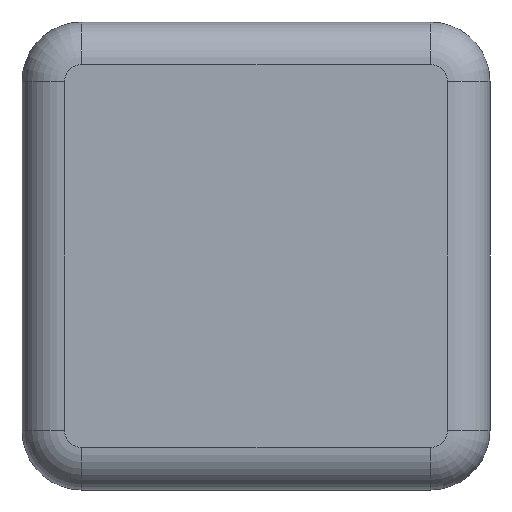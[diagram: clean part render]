
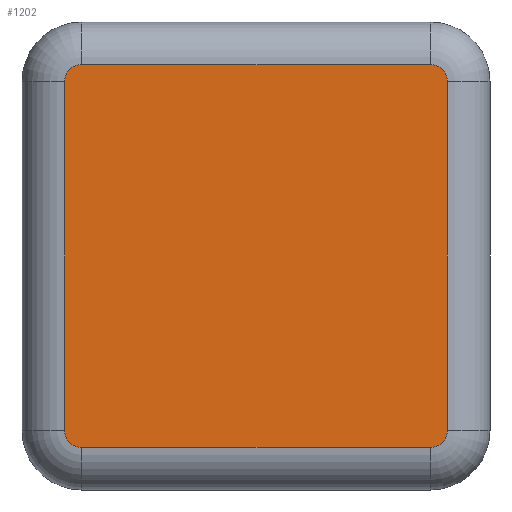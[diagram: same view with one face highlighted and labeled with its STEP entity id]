
A CAD part, left-side view. The second image highlights one B-rep face of the part: STEP entity #1202.
In plain terms, the highlighted planar face has unit normal (-1, 0, 0).
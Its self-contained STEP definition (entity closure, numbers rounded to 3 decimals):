
#5 = FACE_OUTER_BOUND ( 'NONE', #1260, .T. ) ;
#33 = ORIENTED_EDGE ( 'NONE', *, *, #130, .T. ) ;
#50 = ORIENTED_EDGE ( 'NONE', *, *, #171, .T. ) ;
#63 = ORIENTED_EDGE ( 'NONE', *, *, #174, .T. ) ;
#86 = AXIS2_PLACEMENT_3D ( 'NONE', #763, #762, #761 ) ;
#87 = AXIS2_PLACEMENT_3D ( 'NONE', #759, #757, #756 ) ;
#97 = AXIS2_PLACEMENT_3D ( 'NONE', #706, #705, #704 ) ;
#100 = AXIS2_PLACEMENT_3D ( 'NONE', #686, #685, #684 ) ;
#129 = EDGE_CURVE ( 'NONE', #539, #534, #499, .T. ) ;
#130 = EDGE_CURVE ( 'NONE', #523, #539, #498, .T. ) ;
#131 = EDGE_CURVE ( 'NONE', #525, #523, #496, .T. ) ;
#132 = EDGE_CURVE ( 'NONE', #524, #525, #494, .T. ) ;
#167 = EDGE_CURVE ( 'NONE', #518, #559, #468, .T. ) ;
#168 = EDGE_CURVE ( 'NONE', #559, #203, #462, .T. ) ;
#171 = EDGE_CURVE ( 'NONE', #534, #518, #457, .T. ) ;
#174 = EDGE_CURVE ( 'NONE', #203, #524, #452, .T. ) ;
#203 = VERTEX_POINT ( 'NONE', #639 ) ;
#452 = CIRCLE ( 'NONE', #100, 0.02 ) ;
#454 = VECTOR ( 'NONE', #698, 1000. ) ;
#457 = LINE ( 'NONE', #699, #454 ) ;
#460 = VECTOR ( 'NONE', #711, 1000. ) ;
#462 = LINE ( 'NONE', #708, #460 ) ;
#468 = CIRCLE ( 'NONE', #97, 0.02 ) ;
#492 = VECTOR ( 'NONE', #765, 1000. ) ;
#494 = LINE ( 'NONE', #779, #492 ) ;
#495 = VECTOR ( 'NONE', #775, 1000. ) ;
#496 = CIRCLE ( 'NONE', #87, 0.02 ) ;
#498 = LINE ( 'NONE', #764, #495 ) ;
#499 = CIRCLE ( 'NONE', #86, 0.02 ) ;
#518 = VERTEX_POINT ( 'NONE', #1092 ) ;
#523 = VERTEX_POINT ( 'NONE', #1100 ) ;
#524 = VERTEX_POINT ( 'NONE', #1088 ) ;
#525 = VERTEX_POINT ( 'NONE', #1087 ) ;
#534 = VERTEX_POINT ( 'NONE', #1076 ) ;
#539 = VERTEX_POINT ( 'NONE', #1071 ) ;
#559 = VERTEX_POINT ( 'NONE', #1002 ) ;
#639 = CARTESIAN_POINT ( 'NONE',  ( -0.5, 0.205, 0.225 ) ) ;
#684 = DIRECTION ( 'NONE',  ( 0., 0., 1. ) ) ;
#685 = DIRECTION ( 'NONE',  ( -1., 0., 0. ) ) ;
#686 = CARTESIAN_POINT ( 'NONE',  ( -0.5, 0.205, 0.205 ) ) ;
#698 = DIRECTION ( 'NONE',  ( 0., 0., 1. ) ) ;
#699 = CARTESIAN_POINT ( 'NONE',  ( -0.5, -0.225, 0.205 ) ) ;
#704 = DIRECTION ( 'NONE',  ( 0., 0., 1. ) ) ;
#705 = DIRECTION ( 'NONE',  ( -1., 0., 0. ) ) ;
#706 = CARTESIAN_POINT ( 'NONE',  ( -0.5, -0.205, 0.205 ) ) ;
#708 = CARTESIAN_POINT ( 'NONE',  ( -0.5, 0.205, 0.225 ) ) ;
#711 = DIRECTION ( 'NONE',  ( 0., 1., 0. ) ) ;
#756 = DIRECTION ( 'NONE',  ( 0., 0., 1. ) ) ;
#757 = DIRECTION ( 'NONE',  ( -1., 0., 0. ) ) ;
#759 = CARTESIAN_POINT ( 'NONE',  ( -0.5, 0.205, -0.205 ) ) ;
#761 = DIRECTION ( 'NONE',  ( 0., 0., 1. ) ) ;
#762 = DIRECTION ( 'NONE',  ( -1., 0., 0. ) ) ;
#763 = CARTESIAN_POINT ( 'NONE',  ( -0.5, -0.205, -0.205 ) ) ;
#764 = CARTESIAN_POINT ( 'NONE',  ( -0.5, -0.205, -0.225 ) ) ;
#765 = DIRECTION ( 'NONE',  ( 0., 0., -1. ) ) ;
#775 = DIRECTION ( 'NONE',  ( 0., -1., 0. ) ) ;
#779 = CARTESIAN_POINT ( 'NONE',  ( -0.5, 0.225, -0.205 ) ) ;
#981 = DIRECTION ( 'NONE',  ( 0., 0., 1. ) ) ;
#988 = DIRECTION ( 'NONE',  ( -1., 0., 0. ) ) ;
#992 = PLANE ( 'NONE',  #1301 ) ;
#997 = CARTESIAN_POINT ( 'NONE',  ( -0.5, 0.205, -0.205 ) ) ;
#1002 = CARTESIAN_POINT ( 'NONE',  ( -0.5, -0.205, 0.225 ) ) ;
#1071 = CARTESIAN_POINT ( 'NONE',  ( -0.5, -0.205, -0.225 ) ) ;
#1076 = CARTESIAN_POINT ( 'NONE',  ( -0.5, -0.225, -0.205 ) ) ;
#1087 = CARTESIAN_POINT ( 'NONE',  ( -0.5, 0.225, -0.205 ) ) ;
#1088 = CARTESIAN_POINT ( 'NONE',  ( -0.5, 0.225, 0.205 ) ) ;
#1092 = CARTESIAN_POINT ( 'NONE',  ( -0.5, -0.225, 0.205 ) ) ;
#1100 = CARTESIAN_POINT ( 'NONE',  ( -0.5, 0.205, -0.225 ) ) ;
#1155 = ORIENTED_EDGE ( 'NONE', *, *, #131, .T. ) ;
#1158 = ORIENTED_EDGE ( 'NONE', *, *, #132, .T. ) ;
#1163 = ORIENTED_EDGE ( 'NONE', *, *, #168, .T. ) ;
#1165 = ORIENTED_EDGE ( 'NONE', *, *, #167, .T. ) ;
#1183 = ORIENTED_EDGE ( 'NONE', *, *, #129, .T. ) ;
#1202 = ADVANCED_FACE ( 'NONE', ( #5 ), #992, .T. ) ;
#1260 = EDGE_LOOP ( 'NONE', ( #50, #1165, #1163, #63, #1158, #1155, #33, #1183 ) ) ;
#1301 = AXIS2_PLACEMENT_3D ( 'NONE', #997, #988, #981 ) ;
